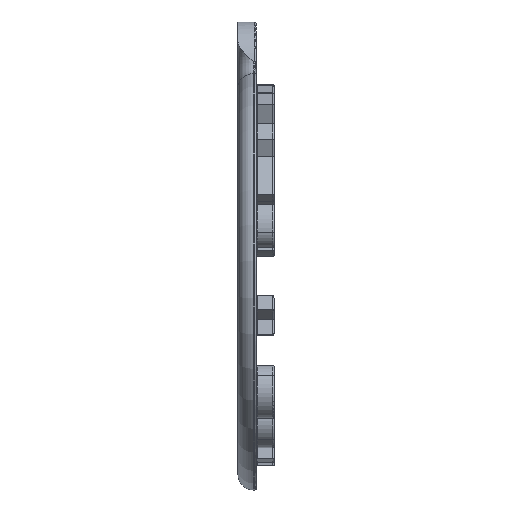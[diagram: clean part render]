
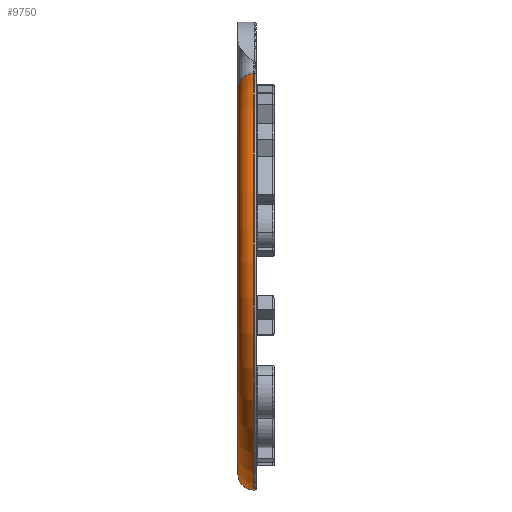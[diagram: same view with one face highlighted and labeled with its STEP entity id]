
A CAD part, left-side view. The second image highlights one B-rep face of the part: STEP entity #9750.
In plain terms, the highlighted toroidal (fillet/blend) face has major radius 21.808 mm and minor radius 1.723 mm.
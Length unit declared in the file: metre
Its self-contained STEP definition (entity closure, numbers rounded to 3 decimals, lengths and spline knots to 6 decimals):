
#387=TOROIDAL_SURFACE('',#10983,0.021808,0.001723);
#2549=CIRCLE('',#10353,0.023531);
#2552=CIRCLE('',#10357,0.021808);
#2577=CIRCLE('',#10982,0.001723);
#2578=CIRCLE('',#10984,0.001723);
#5553=ORIENTED_EDGE('',*,*,#6990,.T.);
#5554=ORIENTED_EDGE('',*,*,#6595,.F.);
#5555=ORIENTED_EDGE('',*,*,#6991,.F.);
#5556=ORIENTED_EDGE('',*,*,#6590,.F.);
#6590=EDGE_CURVE('',#7804,#7805,#2549,.T.);
#6595=EDGE_CURVE('',#7807,#7808,#2552,.F.);
#6990=EDGE_CURVE('',#7804,#7808,#2577,.T.);
#6991=EDGE_CURVE('',#7805,#7807,#2578,.T.);
#7804=VERTEX_POINT('',#16333);
#7805=VERTEX_POINT('',#16334);
#7807=VERTEX_POINT('',#16342);
#7808=VERTEX_POINT('',#16343);
#8470=EDGE_LOOP('',(#5553,#5554,#5555,#5556));
#9120=FACE_BOUND('',#8470,.T.);
#9750=ADVANCED_FACE('',(#9120),#387,.T.);
#10353=AXIS2_PLACEMENT_3D('',#16332,#12825,#12826);
#10357=AXIS2_PLACEMENT_3D('',#16341,#12835,#12836);
#10982=AXIS2_PLACEMENT_3D('',#17599,#14087,#14088);
#10983=AXIS2_PLACEMENT_3D('',#17600,#14089,#14090);
#10984=AXIS2_PLACEMENT_3D('',#17601,#14091,#14092);
#12825=DIRECTION('',(0.,-1.,0.));
#12826=DIRECTION('',(0.,0.,-1.));
#12835=DIRECTION('',(0.,-1.,0.));
#12836=DIRECTION('',(0.,0.,-1.));
#14087=DIRECTION('',(-0.962,0.,-0.275));
#14088=DIRECTION('',(-0.275,0.,0.962));
#14089=DIRECTION('',(0.,-1.,0.));
#14090=DIRECTION('',(0.,0.,-1.));
#14091=DIRECTION('',(-0.959,0.,0.283));
#14092=DIRECTION('',(0.283,0.,0.959));
#16332=CARTESIAN_POINT('',(0.,-0.001723,0.));
#16333=CARTESIAN_POINT('',(-0.00646,-0.001723,0.022627));
#16334=CARTESIAN_POINT('',(0.006648,-0.001723,0.022572));
#16341=CARTESIAN_POINT('',(0.,0.,0.));
#16342=CARTESIAN_POINT('',(0.006161,0.,0.020919));
#16343=CARTESIAN_POINT('',(-0.005987,0.,0.02097));
#17599=CARTESIAN_POINT('',(-0.005987,-0.001723,0.02097));
#17600=CARTESIAN_POINT('',(0.,-0.001723,0.));
#17601=CARTESIAN_POINT('',(0.006161,-0.001723,0.020919));
